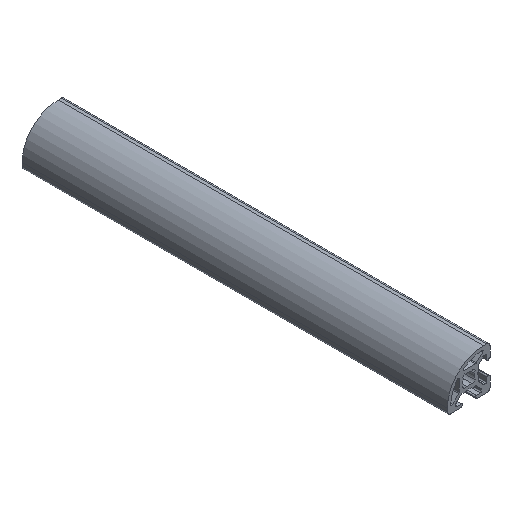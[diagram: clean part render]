
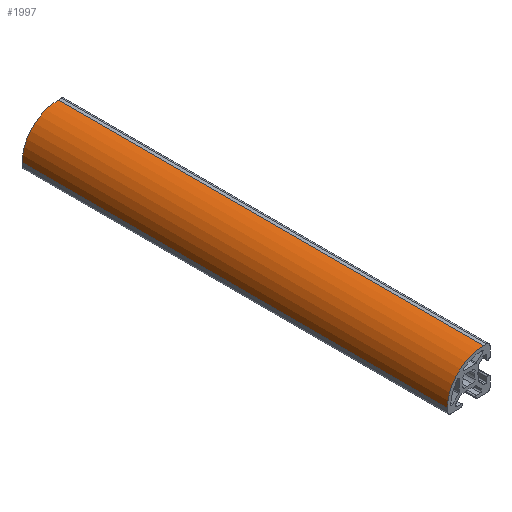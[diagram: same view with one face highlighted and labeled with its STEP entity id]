
A CAD part, isometric view. The second image highlights one B-rep face of the part: STEP entity #1997.
In plain terms, the highlighted cylindrical face has radius 17 mm (diameter 34 mm), a partial arc.
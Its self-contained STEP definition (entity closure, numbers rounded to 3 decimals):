
#137=FACE_OUTER_BOUND('',#239,.T.);
#239=EDGE_LOOP('',(#1539,#1540,#1541,#1542));
#387=LINE('',#3156,#587);
#410=LINE('',#3237,#610);
#587=VECTOR('',#2541,200.);
#610=VECTOR('',#2632,200.);
#749=CIRCLE('',#2168,17.);
#750=CIRCLE('',#2169,17.);
#889=VERTEX_POINT('',#3153);
#890=VERTEX_POINT('',#3155);
#913=VERTEX_POINT('',#3234);
#914=VERTEX_POINT('',#3236);
#1135=EDGE_CURVE('',#889,#890,#387,.T.);
#1176=EDGE_CURVE('',#889,#913,#749,.T.);
#1177=EDGE_CURVE('',#913,#914,#410,.T.);
#1178=EDGE_CURVE('',#890,#914,#750,.T.);
#1539=ORIENTED_EDGE('',*,*,#1176,.T.);
#1540=ORIENTED_EDGE('',*,*,#1177,.T.);
#1541=ORIENTED_EDGE('',*,*,#1178,.F.);
#1542=ORIENTED_EDGE('',*,*,#1135,.F.);
#1916=CYLINDRICAL_SURFACE('',#2167,17.);
#1997=ADVANCED_FACE('',(#137),#1916,.T.);
#2167=AXIS2_PLACEMENT_3D('',#3233,#2628,#2629);
#2168=AXIS2_PLACEMENT_3D('',#3235,#2630,#2631);
#2169=AXIS2_PLACEMENT_3D('',#3238,#2633,#2634);
#2541=DIRECTION('',(0.,-1.,0.));
#2628=DIRECTION('center_axis',(0.,1.,0.));
#2629=DIRECTION('ref_axis',(1.,0.,0.));
#2630=DIRECTION('center_axis',(0.,-1.,0.));
#2631=DIRECTION('ref_axis',(1.,0.,0.));
#2632=DIRECTION('',(0.,-1.,0.));
#2633=DIRECTION('center_axis',(0.,-1.,0.));
#2634=DIRECTION('ref_axis',(1.,0.,0.));
#3153=CARTESIAN_POINT('',(7.,200.,10.));
#3155=CARTESIAN_POINT('',(7.,0.,10.));
#3156=CARTESIAN_POINT('',(7.,0.,10.));
#3233=CARTESIAN_POINT('Origin',(7.,0.,-7.));
#3234=CARTESIAN_POINT('',(-10.,200.,-7.));
#3235=CARTESIAN_POINT('Origin',(7.,200.,-7.));
#3236=CARTESIAN_POINT('',(-10.,0.,-7.));
#3237=CARTESIAN_POINT('',(-10.,0.,-7.));
#3238=CARTESIAN_POINT('Origin',(7.,0.,-7.));
